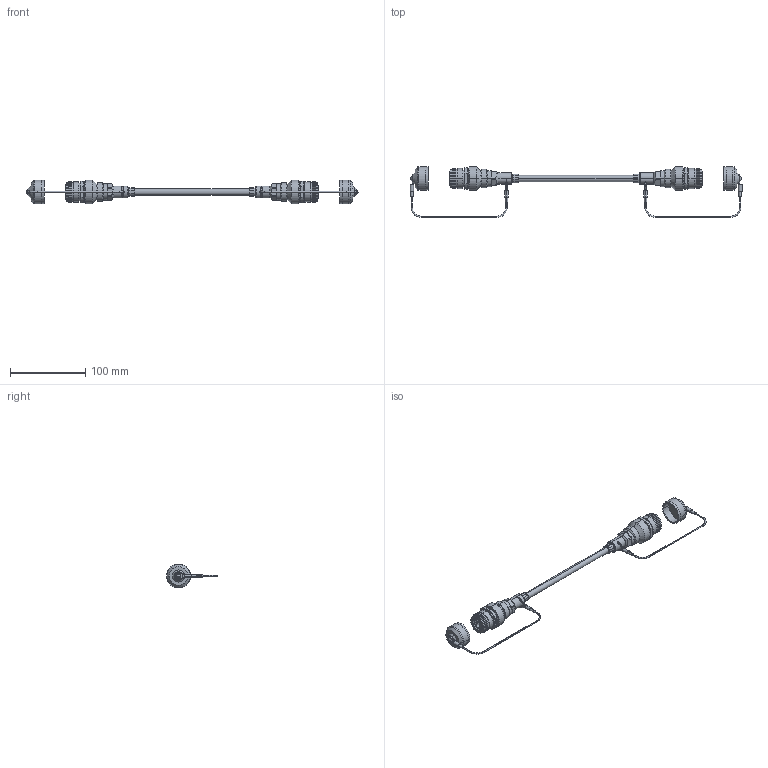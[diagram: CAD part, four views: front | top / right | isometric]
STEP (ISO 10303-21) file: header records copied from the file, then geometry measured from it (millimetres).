
FILE_DESCRIPTION (( 'STEP AP214' ), '1' );
FILE_NAME ('TRG695RG2_3D.STEP', '2021-03-17T15:10:52', ( '' ), ( '' ), 'SwSTEP 2.0', 'SolidWorks 2020', '' );
FILE_SCHEMA (( 'AUTOMOTIVE_DESIGN' ));
Length unit declared in the file: inch
Products named in the file (12): ECSP5201UB0-MA7; ECSP5201UB0-MA2; ECRU5211U00_NO LANYARD; ECSP5201UB0-MA6; 3AB10-036-MA4; 3AB10-041; ECSP5209UB0_NO LANYARD; 1AL04-143; ECSP5201UB0-MA5; ECSP5201UB0-MA1; TRG695RG2_3D; ECSP5201UB0-MA4
Assembly tree (13 placements, depth 4):
  TRG695RG2_3D
    1AL04-143
    ECSP5209UB0_NO LANYARD  x2
      ECSP5201UB0-MA1
      ECSP5201UB0-MA2
      ECSP5201UB0-MA4
      ECSP5201UB0-MA5
      ECSP5201UB0-MA6
      ECSP5201UB0-MA7
      ECRU5211U00_NO LANYARD
        3AB10-041
    3AB10-036-MA4  x2
Bounding box: 442.05 x 67.63 x 31.75 mm (x, y, z)
Volume: 76798.4 mm3; surface area: 56927.2 mm2
Topology: 21 solids, 21 shells, 930 faces, 2134 edges, 1300 vertices
Faces by surface type: plane 344, cylinder 282, cone 276, torus 20, bspline 8
Entity records: 17405 total; most frequent: CARTESIAN_POINT 3178, DIRECTION 2404, ORIENTED_EDGE 2136, EDGE_CURVE 1068, AXIS2_PLACEMENT_3D 910, VERTEX_POINT 652, VECTOR 584, LINE 584
